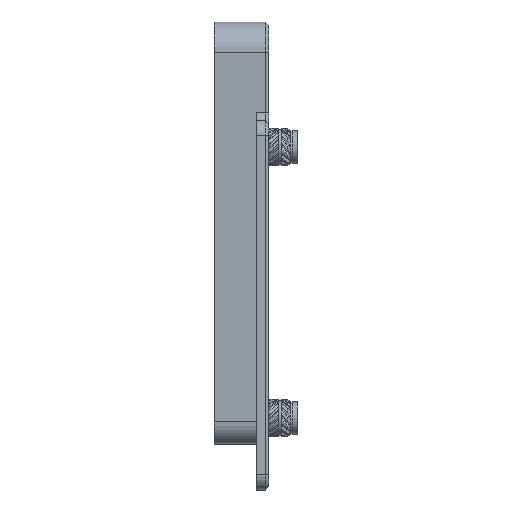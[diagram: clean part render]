
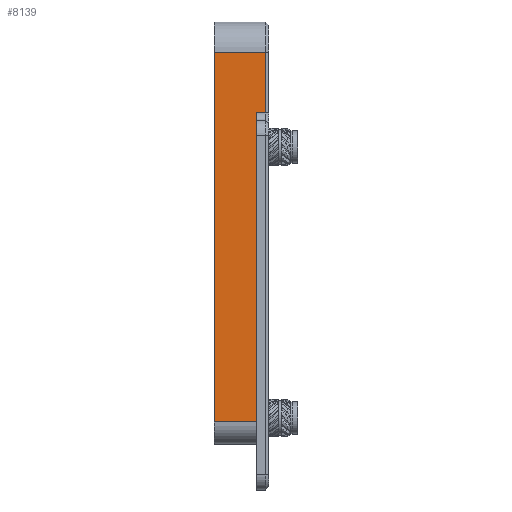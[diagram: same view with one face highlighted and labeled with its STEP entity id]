
A CAD part, front view. The second image highlights one B-rep face of the part: STEP entity #8139.
In plain terms, the highlighted planar face has unit normal (0, -1, 0).
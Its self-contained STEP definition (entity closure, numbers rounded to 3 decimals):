
#1091=FACE_OUTER_BOUND('',#1594,.T.);
#1594=EDGE_LOOP('',(#6174,#6175,#6176,#6177,#6178,#6179));
#2042=LINE('',#11961,#2694);
#2209=LINE('',#12553,#2861);
#2274=LINE('',#12737,#2926);
#2286=LINE('',#12769,#2938);
#2290=LINE('',#12780,#2942);
#2293=LINE('',#12786,#2945);
#2694=VECTOR('',#9582,10.);
#2861=VECTOR('',#10091,10.);
#2926=VECTOR('',#10312,10.);
#2938=VECTOR('',#10348,10.);
#2942=VECTOR('',#10362,10.);
#2945=VECTOR('',#10371,10.);
#3365=VERTEX_POINT('',#11958);
#3366=VERTEX_POINT('',#11960);
#3618=VERTEX_POINT('',#12543);
#3620=VERTEX_POINT('',#12551);
#3661=VERTEX_POINT('',#12736);
#3669=VERTEX_POINT('',#12768);
#4203=EDGE_CURVE('',#3365,#3366,#2042,.T.);
#4501=EDGE_CURVE('',#3620,#3618,#2209,.T.);
#4593=EDGE_CURVE('',#3618,#3661,#2274,.T.);
#4609=EDGE_CURVE('',#3669,#3661,#2286,.T.);
#4615=EDGE_CURVE('',#3669,#3365,#2290,.T.);
#4618=EDGE_CURVE('',#3366,#3620,#2293,.T.);
#6174=ORIENTED_EDGE('',*,*,#4501,.F.);
#6175=ORIENTED_EDGE('',*,*,#4618,.F.);
#6176=ORIENTED_EDGE('',*,*,#4203,.F.);
#6177=ORIENTED_EDGE('',*,*,#4615,.F.);
#6178=ORIENTED_EDGE('',*,*,#4609,.T.);
#6179=ORIENTED_EDGE('',*,*,#4593,.F.);
#7885=PLANE('',#8848);
#8139=ADVANCED_FACE('',(#1091),#7885,.T.);
#8848=AXIS2_PLACEMENT_3D('',#12787,#10372,#10373);
#9582=DIRECTION('',(0.,0.,1.));
#10091=DIRECTION('',(0.,0.,-1.));
#10312=DIRECTION('',(-1.,0.,0.));
#10348=DIRECTION('',(0.,0.,1.));
#10362=DIRECTION('',(-1.,0.,0.));
#10371=DIRECTION('',(1.,0.,0.));
#10372=DIRECTION('center_axis',(0.,-1.,0.));
#10373=DIRECTION('ref_axis',(0.,0.,
1.));
#11958=CARTESIAN_POINT('',(10.,-73.3,-252.8));
#11960=CARTESIAN_POINT('',(10.,-73.3,-204.));
#11961=CARTESIAN_POINT('',(10.,-73.3,-241.85));
#12543=CARTESIAN_POINT('',(16.8,-73.3,-212.));
#12551=CARTESIAN_POINT('',(16.8,-73.3,-204.));
#12553=CARTESIAN_POINT('',(16.8,-73.3,-241.85));
#12736=CARTESIAN_POINT('',(15.6,-73.3,-212.));
#12737=CARTESIAN_POINT('',(17.2,-73.3,-212.));
#12768=CARTESIAN_POINT('',(15.6,-73.3,-252.8));
#12769=CARTESIAN_POINT('',(15.6,-73.3,-246.6));
#12780=CARTESIAN_POINT('',(17.2,-73.3,-252.8));
#12786=CARTESIAN_POINT('',(17.2,-73.3,-204.));
#12787=CARTESIAN_POINT('Origin',(17.2,-73.3,-255.8));
